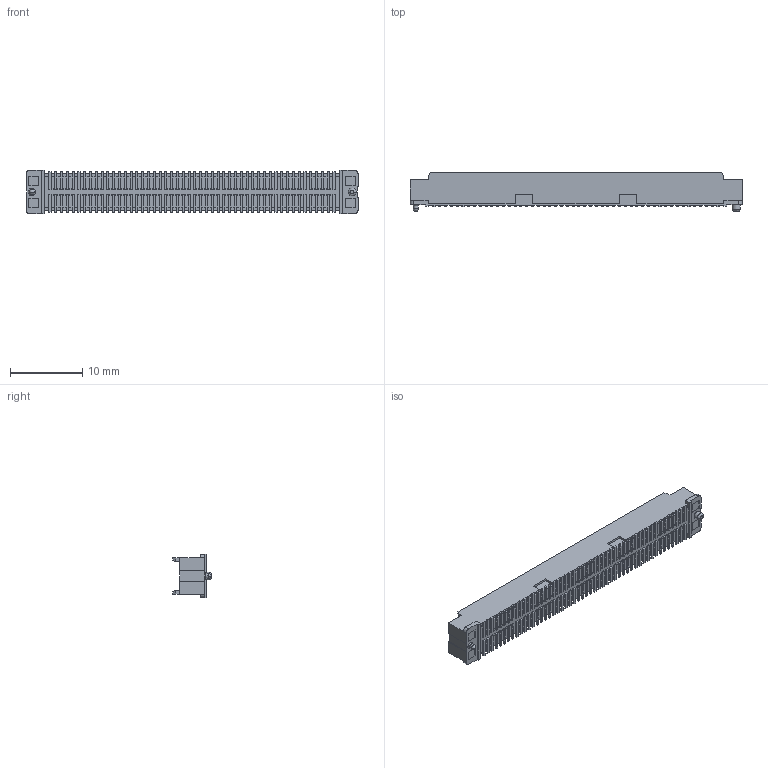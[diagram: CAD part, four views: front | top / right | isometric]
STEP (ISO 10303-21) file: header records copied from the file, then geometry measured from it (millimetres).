
FILE_DESCRIPTION((''),'2;1');
FILE_NAME('P61083-101X0XXX','2011-06-22T',('msriniva'),('FCI - ELX Division'),'PRO/ENGINEER BY PARAMETRIC TECHNOLOGY CORPORATION, 2008250','PRO/ENGINEER BY PARAMETRIC TECHNOLOGY CORPORATION, 2008250','');
FILE_SCHEMA(('CONFIG_CONTROL_DESIGN'));
Length unit declared in the file: millimetre
Products named in the file (1): P61083-101X0XXX
Bounding box: 45.8 x 5.35 x 6 mm (x, y, z)
Volume: 513.2 mm3; surface area: 2026.1 mm2
Topology: 1 solids, 1 shells, 2024 faces, 5787 edges, 3575 vertices
Faces by surface type: plane 1986, cone 18, cylinder 16, sphere 2, bspline 2
Entity records: 64009 total; most frequent: ORIENTED_EDGE 11570, CARTESIAN_POINT 11438, DIRECTION 9885, EDGE_CURVE 5785, VECTOR 5729, LINE 5729, VERTEX_POINT 3575, AXIS2_PLACEMENT_3D 2078
